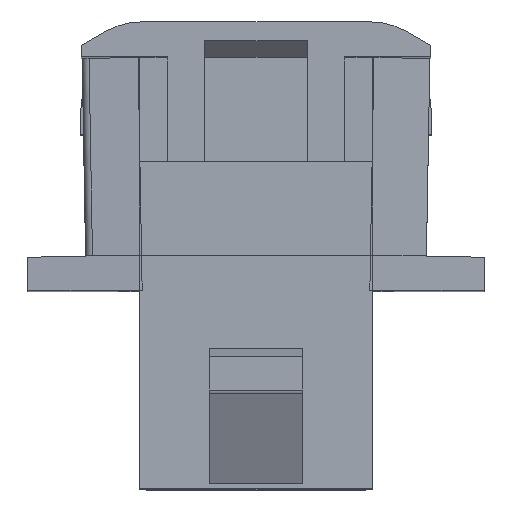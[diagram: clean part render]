
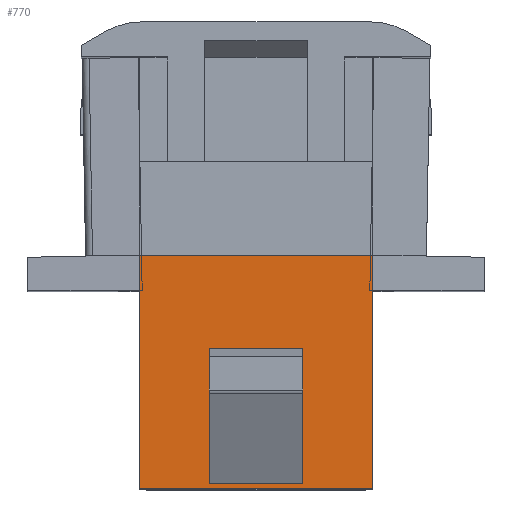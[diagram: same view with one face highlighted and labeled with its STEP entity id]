
A CAD part, top view. The second image highlights one B-rep face of the part: STEP entity #770.
In plain terms, the highlighted planar face has unit normal (0, 0, 1).
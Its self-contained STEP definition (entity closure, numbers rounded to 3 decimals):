
#53 = VERTEX_POINT ( 'NONE', #3397 ) ;
#85 = VERTEX_POINT ( 'NONE', #865 ) ;
#124 = CARTESIAN_POINT ( 'NONE',  ( -5., 4., 20.1 ) ) ;
#130 = PLANE ( 'NONE',  #798 ) ;
#137 = DIRECTION ( 'NONE',  ( 0., 1., 0. ) ) ;
#391 = ORIENTED_EDGE ( 'NONE', *, *, #4219, .F. ) ;
#420 = CARTESIAN_POINT ( 'NONE',  ( 2., -0.018, 20.1 ) ) ;
#471 = ORIENTED_EDGE ( 'NONE', *, *, #845, .T. ) ;
#647 = CARTESIAN_POINT ( 'NONE',  ( 0., 4., 20.1 ) ) ;
#673 = CARTESIAN_POINT ( 'NONE',  ( 2., -5.793, 20.1 ) ) ;
#770 = ADVANCED_FACE ( 'NONE', ( #1481, #4209 ), #130, .T. ) ;
#798 = AXIS2_PLACEMENT_3D ( 'NONE', #885, #2354, #1943 ) ;
#845 = EDGE_CURVE ( 'NONE', #4670, #53, #2886, .T. ) ;
#865 = CARTESIAN_POINT ( 'NONE',  ( 2., -0.018, 20.1 ) ) ;
#885 = CARTESIAN_POINT ( 'NONE',  ( 0., 0., 20.1 ) ) ;
#1054 = VERTEX_POINT ( 'NONE', #4550 ) ;
#1095 = CARTESIAN_POINT ( 'NONE',  ( 2., 0., 20.1 ) ) ;
#1113 = VECTOR ( 'NONE', #2937, 1000. ) ;
#1137 = ORIENTED_EDGE ( 'NONE', *, *, #3388, .F. ) ;
#1179 = VECTOR ( 'NONE', #137, 1000. ) ;
#1180 = VERTEX_POINT ( 'NONE', #124 ) ;
#1278 = LINE ( 'NONE', #1891, #3241 ) ;
#1294 = LINE ( 'NONE', #4620, #1179 ) ;
#1402 = EDGE_CURVE ( 'NONE', #1054, #3732, #3922, .T. ) ;
#1481 = FACE_BOUND ( 'NONE', #3124, .T. ) ;
#1520 = DIRECTION ( 'NONE',  ( 0., 1., 0. ) ) ;
#1549 = VECTOR ( 'NONE', #3612, 1000. ) ;
#1550 = VERTEX_POINT ( 'NONE', #4332 ) ;
#1665 = CARTESIAN_POINT ( 'NONE',  ( -2., -0.018, 20.1 ) ) ;
#1891 = CARTESIAN_POINT ( 'NONE',  ( 5., -6., 20.1 ) ) ;
#1943 = DIRECTION ( 'NONE',  ( 1., 0., 0. ) ) ;
#1979 = VERTEX_POINT ( 'NONE', #1665 ) ;
#2147 = EDGE_CURVE ( 'NONE', #1180, #3732, #4784, .T. ) ;
#2232 = VECTOR ( 'NONE', #3387, 1000. ) ;
#2349 = LINE ( 'NONE', #420, #2232 ) ;
#2354 = DIRECTION ( 'NONE',  ( 0., 0., 1. ) ) ;
#2359 = ORIENTED_EDGE ( 'NONE', *, *, #3702, .T. ) ;
#2450 = EDGE_CURVE ( 'NONE', #1550, #1180, #1294, .T. ) ;
#2677 = VECTOR ( 'NONE', #3232, 1000. ) ;
#2691 = EDGE_LOOP ( 'NONE', ( #2737, #3158, #3373, #2359 ) ) ;
#2737 = ORIENTED_EDGE ( 'NONE', *, *, #1402, .T. ) ;
#2886 = LINE ( 'NONE', #4512, #3759 ) ;
#2937 = DIRECTION ( 'NONE',  ( 0., -1., 0. ) ) ;
#2939 = VECTOR ( 'NONE', #1520, 1000. ) ;
#3124 = EDGE_LOOP ( 'NONE', ( #471, #1137, #391, #4044 ) ) ;
#3158 = ORIENTED_EDGE ( 'NONE', *, *, #2147, .F. ) ;
#3232 = DIRECTION ( 'NONE',  ( 1., 0., 0. ) ) ;
#3241 = VECTOR ( 'NONE', #4130, 1000. ) ;
#3373 = ORIENTED_EDGE ( 'NONE', *, *, #2450, .F. ) ;
#3387 = DIRECTION ( 'NONE',  ( -1., 0., 0. ) ) ;
#3388 = EDGE_CURVE ( 'NONE', #1979, #53, #4531, .T. ) ;
#3397 = CARTESIAN_POINT ( 'NONE',  ( -2., -5.793, 20.1 ) ) ;
#3612 = DIRECTION ( 'NONE',  ( 0., -1., 0. ) ) ;
#3702 = EDGE_CURVE ( 'NONE', #1550, #1054, #1278, .T. ) ;
#3732 = VERTEX_POINT ( 'NONE', #4529 ) ;
#3759 = VECTOR ( 'NONE', #3834, 1000. ) ;
#3834 = DIRECTION ( 'NONE',  ( -1., 0., 0. ) ) ;
#3892 = LINE ( 'NONE', #1095, #1113 ) ;
#3922 = LINE ( 'NONE', #4679, #2939 ) ;
#4044 = ORIENTED_EDGE ( 'NONE', *, *, #4083, .T. ) ;
#4083 = EDGE_CURVE ( 'NONE', #85, #4670, #3892, .T. ) ;
#4130 = DIRECTION ( 'NONE',  ( 1., 0., 0. ) ) ;
#4209 = FACE_OUTER_BOUND ( 'NONE', #2691, .T. ) ;
#4219 = EDGE_CURVE ( 'NONE', #85, #1979, #2349, .T. ) ;
#4332 = CARTESIAN_POINT ( 'NONE',  ( -5., -6., 20.1 ) ) ;
#4512 = CARTESIAN_POINT ( 'NONE',  ( 0., -5.793, 20.1 ) ) ;
#4529 = CARTESIAN_POINT ( 'NONE',  ( 5., 4., 20.1 ) ) ;
#4531 = LINE ( 'NONE', #4717, #1549 ) ;
#4550 = CARTESIAN_POINT ( 'NONE',  ( 5., -6., 20.1 ) ) ;
#4620 = CARTESIAN_POINT ( 'NONE',  ( -5., 0., 20.1 ) ) ;
#4670 = VERTEX_POINT ( 'NONE', #673 ) ;
#4679 = CARTESIAN_POINT ( 'NONE',  ( 5., 0., 20.1 ) ) ;
#4717 = CARTESIAN_POINT ( 'NONE',  ( -2., 0., 20.1 ) ) ;
#4784 = LINE ( 'NONE', #647, #2677 ) ;
